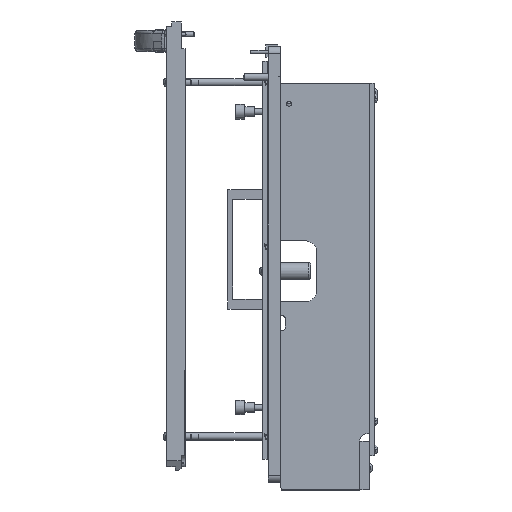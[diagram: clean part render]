
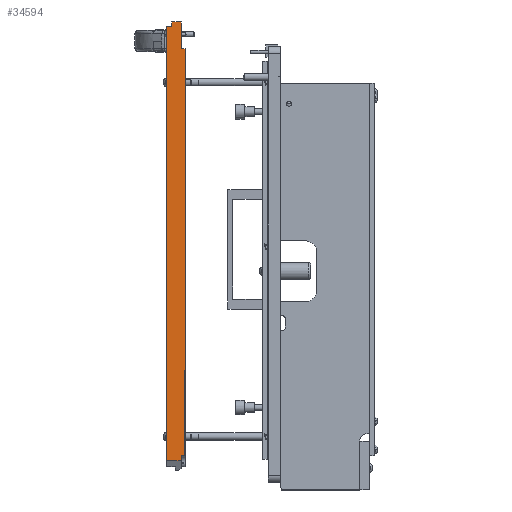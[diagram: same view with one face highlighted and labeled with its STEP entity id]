
A CAD part, left-side view. The second image highlights one B-rep face of the part: STEP entity #34594.
In plain terms, the highlighted face is planar.
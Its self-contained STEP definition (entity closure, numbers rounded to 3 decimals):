
#728 = CARTESIAN_POINT ( 'NONE',  ( 253., 7.5, 183.55 ) ) ;
#804 = ORIENTED_EDGE ( 'NONE', *, *, #40782, .F. ) ;
#2662 = DIRECTION ( 'NONE',  ( 0., 0., 1. ) ) ;
#4351 = EDGE_CURVE ( 'NONE', #55872, #24902, #50413, .T. ) ;
#4523 = VERTEX_POINT ( 'NONE', #52126 ) ;
#7375 = VERTEX_POINT ( 'NONE', #40540 ) ;
#8408 = VERTEX_POINT ( 'NONE', #17312 ) ;
#8964 = CARTESIAN_POINT ( 'NONE',  ( 253., 3.2, -179.55 ) ) ;
#9033 = LINE ( 'NONE', #43503, #11126 ) ;
#11126 = VECTOR ( 'NONE', #39171, 1000. ) ;
#11753 = VECTOR ( 'NONE', #52073, 1000. ) ;
#11832 = EDGE_LOOP ( 'NONE', ( #46443, #28058, #42093, #17676, #25130, #44340, #29853, #42068, #43014, #46207, #804, #30559 ) ) ;
#11881 = CARTESIAN_POINT ( 'NONE',  ( 253., -4.3, -161.55 ) ) ;
#12165 = CARTESIAN_POINT ( 'NONE',  ( 253., 7.5, -179.55 ) ) ;
#14540 = PLANE ( 'NONE',  #36678 ) ;
#15707 = VECTOR ( 'NONE', #33165, 1000. ) ;
#15863 = CARTESIAN_POINT ( 'NONE',  ( 253., -4.3, -183.55 ) ) ;
#15941 = DIRECTION ( 'NONE',  ( 0., 0., 1. ) ) ;
#16628 = LINE ( 'NONE', #40363, #33470 ) ;
#16759 = DIRECTION ( 'NONE',  ( 0., -1., 0. ) ) ;
#16798 = LINE ( 'NONE', #42063, #50669 ) ;
#17050 = CARTESIAN_POINT ( 'NONE',  ( 253., -7.5, 183.55 ) ) ;
#17312 = CARTESIAN_POINT ( 'NONE',  ( 253., 7.5, 175.55 ) ) ;
#17676 = ORIENTED_EDGE ( 'NONE', *, *, #26280, .F. ) ;
#19540 = VECTOR ( 'NONE', #34581, 1000. ) ;
#21004 = LINE ( 'NONE', #15863, #23083 ) ;
#21119 = VERTEX_POINT ( 'NONE', #35931 ) ;
#21648 = CARTESIAN_POINT ( 'NONE',  ( 253., 3.2, -183.55 ) ) ;
#21972 = CARTESIAN_POINT ( 'NONE',  ( 253., -4.3, 171.55 ) ) ;
#23083 = VECTOR ( 'NONE', #24726, 1000. ) ;
#24726 = DIRECTION ( 'NONE',  ( 0., 0., 1. ) ) ;
#24844 = EDGE_CURVE ( 'NONE', #41116, #36240, #9033, .T. ) ;
#24902 = VERTEX_POINT ( 'NONE', #21648 ) ;
#25130 = ORIENTED_EDGE ( 'NONE', *, *, #36384, .F. ) ;
#25641 = EDGE_CURVE ( 'NONE', #41116, #50648, #49995, .T. ) ;
#26272 = EDGE_CURVE ( 'NONE', #21119, #8408, #16798, .T. ) ;
#26280 = EDGE_CURVE ( 'NONE', #48887, #4523, #42345, .T. ) ;
#28058 = ORIENTED_EDGE ( 'NONE', *, *, #24844, .T. ) ;
#28958 = VERTEX_POINT ( 'NONE', #8964 ) ;
#29544 = DIRECTION ( 'NONE',  ( 0., 0., -1. ) ) ;
#29677 = LINE ( 'NONE', #42615, #38074 ) ;
#29853 = ORIENTED_EDGE ( 'NONE', *, *, #47380, .F. ) ;
#30559 = ORIENTED_EDGE ( 'NONE', *, *, #44936, .T. ) ;
#31509 = CARTESIAN_POINT ( 'NONE',  ( 253., -4.3, -183.55 ) ) ;
#32016 = DIRECTION ( 'NONE',  ( -1., 0., 0. ) ) ;
#32159 = CARTESIAN_POINT ( 'NONE',  ( 253., -7.4, 101.55 ) ) ;
#33165 = DIRECTION ( 'NONE',  ( 0., 1., 0. ) ) ;
#33470 = VECTOR ( 'NONE', #53563, 1000. ) ;
#34000 = CARTESIAN_POINT ( 'NONE',  ( 253., -7.5, -161.55 ) ) ;
#34581 = DIRECTION ( 'NONE',  ( 0., -1., 0. ) ) ;
#34594 = ADVANCED_FACE ( 'NONE', ( #40107 ), #14540, .F. ) ;
#35203 = CARTESIAN_POINT ( 'NONE',  ( 253., -7.4, 101.55 ) ) ;
#35931 = CARTESIAN_POINT ( 'NONE',  ( 253., 7.5, -179.55 ) ) ;
#36240 = VERTEX_POINT ( 'NONE', #38507 ) ;
#36384 = EDGE_CURVE ( 'NONE', #55872, #48887, #21004, .T. ) ;
#36678 = AXIS2_PLACEMENT_3D ( 'NONE', #728, #32016, #54123 ) ;
#36749 = DIRECTION ( 'NONE',  ( 0., 0., 1. ) ) ;
#37200 = VECTOR ( 'NONE', #16759, 1000. ) ;
#37764 = CARTESIAN_POINT ( 'NONE',  ( 253., -7.5, -183.55 ) ) ;
#38074 = VECTOR ( 'NONE', #2662, 1000. ) ;
#38426 = CARTESIAN_POINT ( 'NONE',  ( 253., -7.4, 171.55 ) ) ;
#38507 = CARTESIAN_POINT ( 'NONE',  ( 253., -7.5, 101.55 ) ) ;
#38726 = CARTESIAN_POINT ( 'NONE',  ( 253., -4.3, 171.55 ) ) ;
#39171 = DIRECTION ( 'NONE',  ( 0., -1., 0. ) ) ;
#39504 = DIRECTION ( 'NONE',  ( 0., -1., 0. ) ) ;
#40107 = FACE_OUTER_BOUND ( 'NONE', #11832, .T. ) ;
#40363 = CARTESIAN_POINT ( 'NONE',  ( 253., 7.5, 175.55 ) ) ;
#40540 = CARTESIAN_POINT ( 'NONE',  ( 253., -4.3, 175.55 ) ) ;
#40592 = EDGE_CURVE ( 'NONE', #8408, #7375, #16628, .T. ) ;
#40782 = EDGE_CURVE ( 'NONE', #44003, #7375, #29677, .T. ) ;
#41116 = VERTEX_POINT ( 'NONE', #35203 ) ;
#42063 = CARTESIAN_POINT ( 'NONE',  ( 253., 7.5, 183.55 ) ) ;
#42068 = ORIENTED_EDGE ( 'NONE', *, *, #56546, .F. ) ;
#42093 = ORIENTED_EDGE ( 'NONE', *, *, #46031, .T. ) ;
#42345 = LINE ( 'NONE', #34000, #19540 ) ;
#42378 = VECTOR ( 'NONE', #36749, 1000. ) ;
#42615 = CARTESIAN_POINT ( 'NONE',  ( 253., -4.3, 183.55 ) ) ;
#43014 = ORIENTED_EDGE ( 'NONE', *, *, #26272, .T. ) ;
#43503 = CARTESIAN_POINT ( 'NONE',  ( 253., -7.4, 101.55 ) ) ;
#44003 = VERTEX_POINT ( 'NONE', #38726 ) ;
#44340 = ORIENTED_EDGE ( 'NONE', *, *, #4351, .T. ) ;
#44936 = EDGE_CURVE ( 'NONE', #44003, #50648, #52150, .T. ) ;
#46031 = EDGE_CURVE ( 'NONE', #36240, #4523, #56354, .T. ) ;
#46207 = ORIENTED_EDGE ( 'NONE', *, *, #40592, .T. ) ;
#46443 = ORIENTED_EDGE ( 'NONE', *, *, #25641, .F. ) ;
#47380 = EDGE_CURVE ( 'NONE', #28958, #24902, #55932, .T. ) ;
#48887 = VERTEX_POINT ( 'NONE', #11881 ) ;
#49995 = LINE ( 'NONE', #32159, #42378 ) ;
#50413 = LINE ( 'NONE', #37764, #15707 ) ;
#50648 = VERTEX_POINT ( 'NONE', #38426 ) ;
#50669 = VECTOR ( 'NONE', #15941, 1000. ) ;
#51661 = CARTESIAN_POINT ( 'NONE',  ( 253., 3.2, -183.55 ) ) ;
#52073 = DIRECTION ( 'NONE',  ( 0., 0., -1. ) ) ;
#52126 = CARTESIAN_POINT ( 'NONE',  ( 253., -7.5, -161.55 ) ) ;
#52150 = LINE ( 'NONE', #21972, #52170 ) ;
#52170 = VECTOR ( 'NONE', #39504, 1000. ) ;
#52347 = LINE ( 'NONE', #12165, #37200 ) ;
#53563 = DIRECTION ( 'NONE',  ( 0., -1., 0. ) ) ;
#54123 = DIRECTION ( 'NONE',  ( 0., 0., 1. ) ) ;
#54932 = VECTOR ( 'NONE', #29544, 1000. ) ;
#55872 = VERTEX_POINT ( 'NONE', #31509 ) ;
#55932 = LINE ( 'NONE', #51661, #54932 ) ;
#56354 = LINE ( 'NONE', #17050, #11753 ) ;
#56546 = EDGE_CURVE ( 'NONE', #21119, #28958, #52347, .T. ) ;
